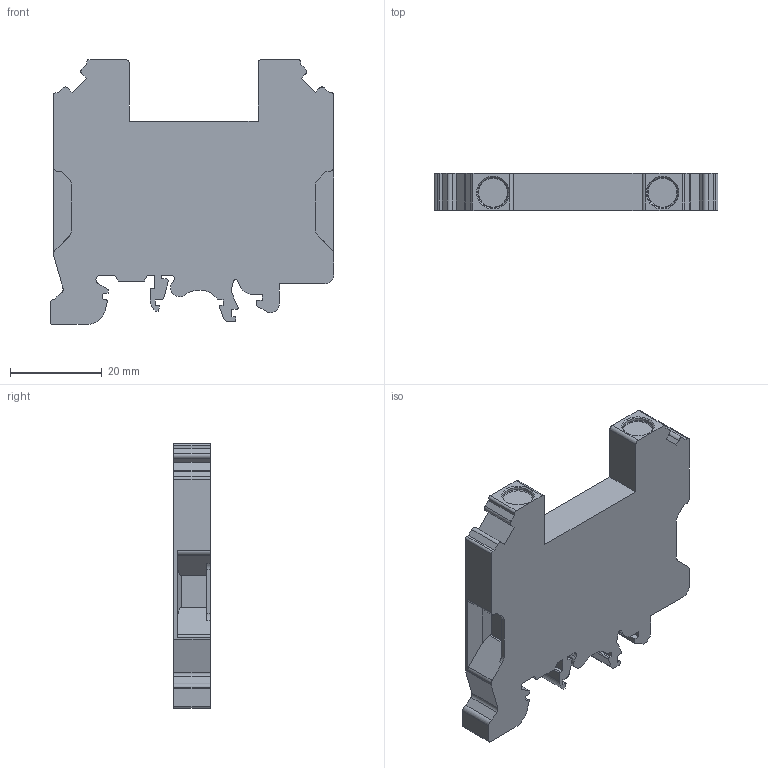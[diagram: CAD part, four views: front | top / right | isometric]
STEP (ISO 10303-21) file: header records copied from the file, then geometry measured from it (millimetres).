
FILE_DESCRIPTION(/* description */ ('Unknown'),/* implementation_level */ '2;1');
FILE_NAME(/* name */ 'KUTD10_3D_SOLID',/* time_stamp */ '2024-10-28T11:03:49+06:00',/* author */ ('Unknown'),/* organization */ ('Unknown'),/* preprocessor_version */ 'ST-DEVELOPER v16.7',/* originating_system */ 'Solid Edge',/* authorisation */ 'Unknown');
FILE_SCHEMA (('AUTOMOTIVE_DESIGN {1 0 10303 214 3 1 1}'));
Length unit declared in the file: millimetre
Products named in the file (1): KUTD10_GY_3D-
Bounding box: 61.75 x 8 x 57.6 mm (x, y, z)
Volume: 20215 mm3; surface area: 8155.7 mm2
Topology: 1 solids, 1 shells, 143 faces, 415 edges, 276 vertices
Faces by surface type: plane 93, cylinder 46, cone 2, torus 2
Full cylindrical faces by diameter (mm): 6.6 x2
Entity records: 5686 total; most frequent: CARTESIAN_POINT 825, ORIENTED_EDGE 814, DIRECTION 791, EDGE_CURVE 407, LINE 311, VECTOR 311, VERTEX_POINT 274, AXIS2_PLACEMENT_3D 240
